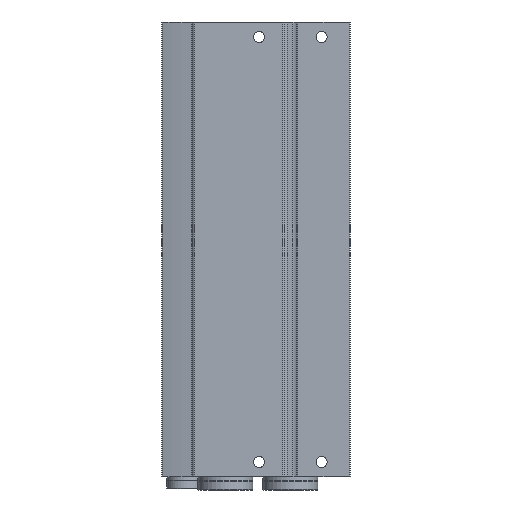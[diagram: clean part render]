
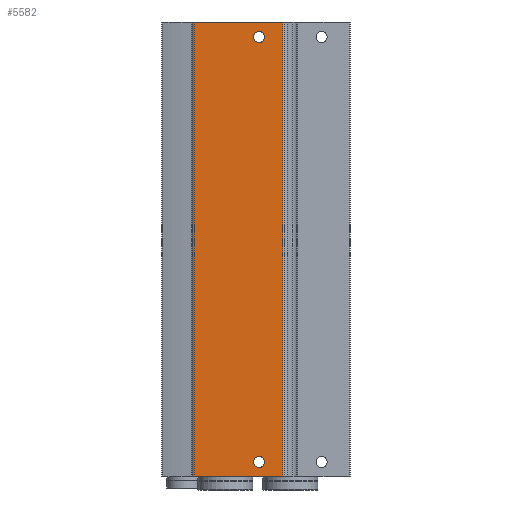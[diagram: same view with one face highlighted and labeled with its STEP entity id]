
A CAD part, front view. The second image highlights one B-rep face of the part: STEP entity #5582.
In plain terms, the highlighted planar face has unit normal (0, -1, 0).
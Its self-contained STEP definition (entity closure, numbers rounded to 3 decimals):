
#257=PLANE('',#6042);
#443=CIRCLE('',#6043,2.25);
#444=CIRCLE('',#6044,2.25);
#850=ORIENTED_EDGE('',*,*,#2272,.F.);
#851=ORIENTED_EDGE('',*,*,#2273,.F.);
#852=ORIENTED_EDGE('',*,*,#2274,.F.);
#853=ORIENTED_EDGE('',*,*,#2271,.F.);
#854=ORIENTED_EDGE('',*,*,#2275,.T.);
#855=ORIENTED_EDGE('',*,*,#2276,.T.);
#2271=EDGE_CURVE('',#2979,#2978,#3505,.T.);
#2272=EDGE_CURVE('',#2980,#2980,#443,.T.);
#2273=EDGE_CURVE('',#2981,#2981,#444,.T.);
#2274=EDGE_CURVE('',#2978,#2982,#3506,.T.);
#2275=EDGE_CURVE('',#2979,#2983,#3507,.T.);
#2276=EDGE_CURVE('',#2983,#2982,#3508,.T.);
#2978=VERTEX_POINT('',#8925);
#2979=VERTEX_POINT('',#8927);
#2980=VERTEX_POINT('',#8931);
#2981=VERTEX_POINT('',#8933);
#2982=VERTEX_POINT('',#8935);
#2983=VERTEX_POINT('',#8937);
#3505=LINE('',#8928,#3865);
#3506=LINE('',#8934,#3866);
#3507=LINE('',#8936,#3867);
#3508=LINE('',#8938,#3868);
#3865=VECTOR('',#6813,1000.);
#3866=VECTOR('',#6820,1000.);
#3867=VECTOR('',#6821,1000.);
#3868=VECTOR('',#6822,1000.);
#4234=EDGE_LOOP('',(#850));
#4235=EDGE_LOOP('',(#851));
#4236=EDGE_LOOP('',(#852,#853,#854,#855));
#4850=FACE_BOUND('',#4234,.T.);
#4851=FACE_BOUND('',#4235,.T.);
#4852=FACE_BOUND('',#4236,.T.);
#5582=ADVANCED_FACE('',(#4850,#4851,#4852),#257,.T.);
#6042=AXIS2_PLACEMENT_3D('',#8929,#6814,#6815);
#6043=AXIS2_PLACEMENT_3D('',#8930,#6816,#6817);
#6044=AXIS2_PLACEMENT_3D('',#8932,#6818,#6819);
#6813=DIRECTION('',(0.,0.,1.));
#6814=DIRECTION('',(0.,-1.,0.));
#6815=DIRECTION('',(0.,0.,-1.));
#6816=DIRECTION('',(0.,-1.,0.));
#6817=DIRECTION('',(0.,0.,-1.));
#6818=DIRECTION('',(0.,-1.,0.));
#6819=DIRECTION('',(0.,0.,-1.));
#6820=DIRECTION('',(1.,0.,0.));
#6821=DIRECTION('',(1.,0.,0.));
#6822=DIRECTION('',(0.,0.,1.));
#8925=CARTESIAN_POINT('',(-38.5,0.,0.));
#8927=CARTESIAN_POINT('',(-38.5,0.,-182.));
#8928=CARTESIAN_POINT('',(-38.5,0.,-182.));
#8929=CARTESIAN_POINT('',(-38.5,0.,-182.));
#8930=CARTESIAN_POINT('',(-12.5,0.,-176.));
#8931=CARTESIAN_POINT('',(-12.5,0.,-178.25));
#8932=CARTESIAN_POINT('',(-12.5,0.,-6.));
#8933=CARTESIAN_POINT('',(-12.5,0.,-8.25));
#8934=CARTESIAN_POINT('',(-38.5,0.,0.));
#8935=CARTESIAN_POINT('',(-3.,0.,0.));
#8936=CARTESIAN_POINT('',(-38.5,0.,-182.));
#8937=CARTESIAN_POINT('',(-3.,0.,-182.));
#8938=CARTESIAN_POINT('',(-3.,0.,-182.));
